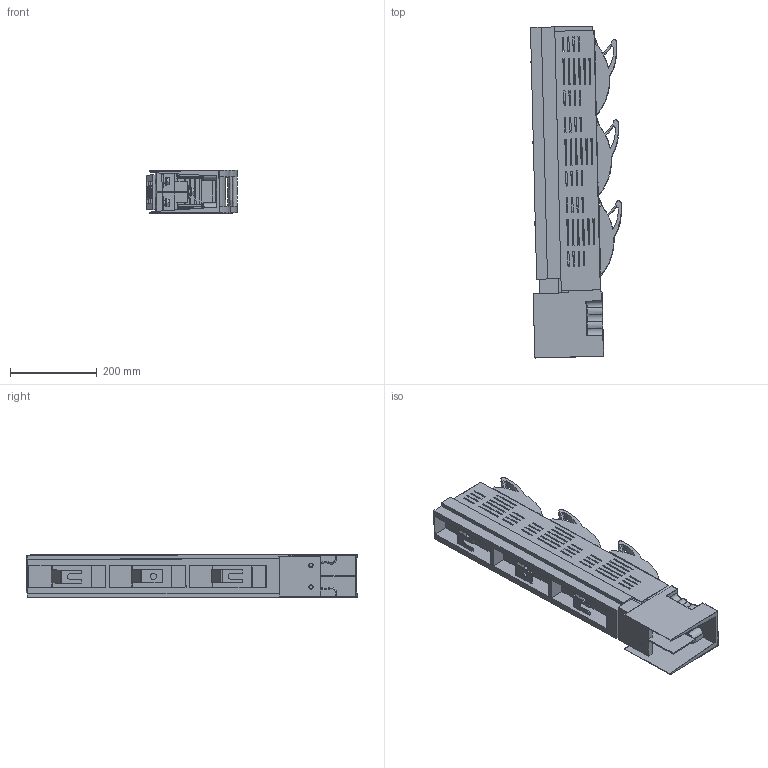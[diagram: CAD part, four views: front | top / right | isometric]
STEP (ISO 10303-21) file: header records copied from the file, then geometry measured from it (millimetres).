
FILE_DESCRIPTION((''),'2;1');
FILE_NAME('33094000.stp','2008-02-11T19:45:16',('Hubert Lenker'),(''),'Autodesk Inventor 10','Autodesk Inventor 10','');
FILE_SCHEMA(('AUTOMOTIVE_DESIGN { 1 0 10303 214 1 1 1 1 }'));
Length unit declared in the file: millimetre
Products named in the file (7): 33094000; 30073000; 79510000; 79091000; 78013000; 79171000; 80239000
Assembly tree (12 placements, depth 2):
  33094000
    30073000  x3
    79510000  x3
    79091000
    78013000
    79171000
    80239000  x3
Bounding box: 209.8 x 764.63 x 100.37 mm (x, y, z)
Volume: 3591991.3 mm3; surface area: 1300269 mm2
Topology: 20 solids, 20 shells, 1386 faces, 3986 edges, 2581 vertices
Faces by surface type: plane 1239, cylinder 118, bspline 26, cone 3
Full cylindrical faces by diameter (mm): 10 x3, 14 x4, 18 x3, 48 x3
Entity records: 40009 total; most frequent: CARTESIAN_POINT 7731, ORIENTED_EDGE 6960, DIRECTION 6040, EDGE_CURVE 3480, VECTOR 3278, LINE 3278, VERTEX_POINT 2270, EDGE_LOOP 1396
